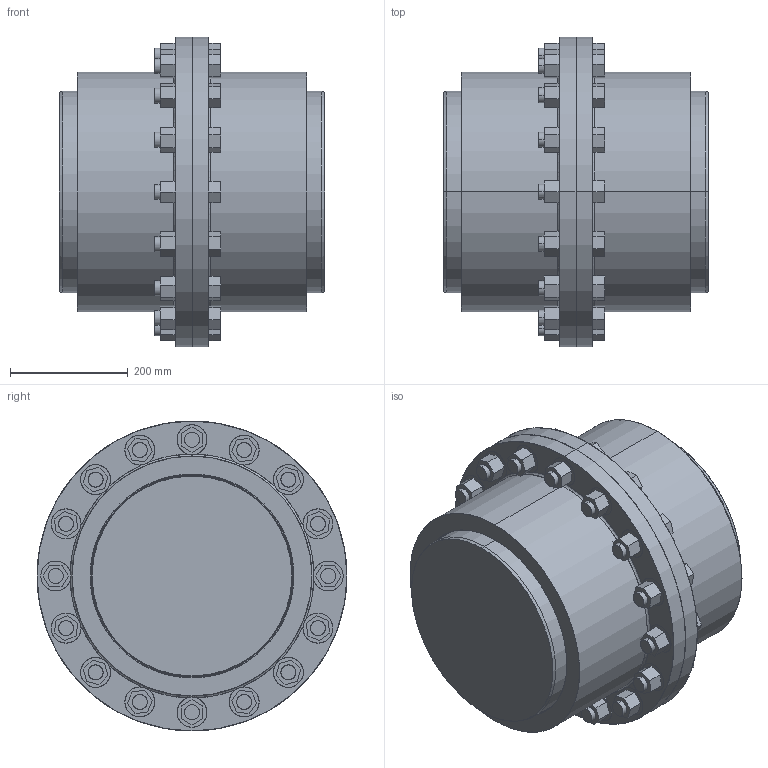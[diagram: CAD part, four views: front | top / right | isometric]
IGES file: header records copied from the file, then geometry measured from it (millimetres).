
Start section: SolidWorks IGES file using analytic representation for surfaces
Global section: file name: H17H_EB0731169471563.igs; native system: SolidWorks 2007; preprocessor: SolidWorks 2007; author: partstream; date: 060731.160952; units: inch
Bounding box: 451.1 x 527.05 x 527.05 mm (x, y, z)
Surface area: 2508493 mm2 (no closed solid volume)
Topology: 0 solids, 0 shells, 397 faces, 7120 edges, 7120 vertices
Faces by surface type: bspline 283, revolution 114
